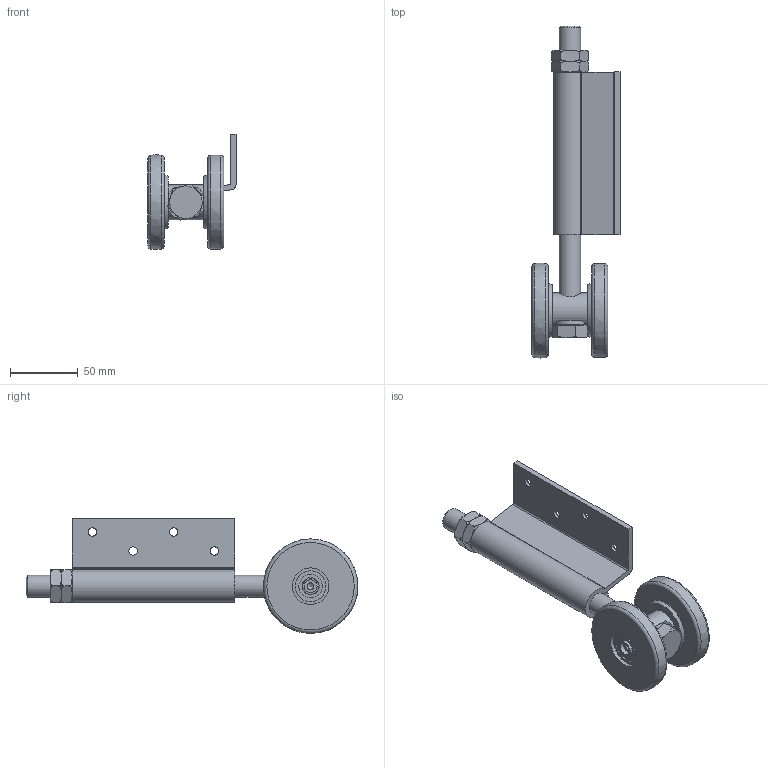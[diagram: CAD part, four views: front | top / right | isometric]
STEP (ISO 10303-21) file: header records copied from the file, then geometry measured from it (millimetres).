
FILE_DESCRIPTION(/* description */ (''),/* implementation_level */ '2;1');
FILE_NAME(/* name */ '582E.stp',/* time_stamp */ '2019-12-18T11:55:44+01:00',/* author */ ('DOMINIQUE'),/* organization */ (''),/* preprocessor_version */ 'ST-DEVELOPER v17.2',/* originating_system */ 'Autodesk Inventor 2019',/* authorisation */ '');
FILE_SCHEMA (('CONFIG_CONTROL_DESIGN'));
Length unit declared in the file: millimetre
Products named in the file (9): 582E; 16110; 04556; 15589; 06016; 15266; GALB70N; 15339; 09098
Assembly tree (10 placements, depth 3):
  582E
    16110
    04556
    15589
    06016  x2
    15266
    GALB70N  x2
      15339
      09098
Bounding box: 65 x 245 x 84.97 mm (x, y, z)
Volume: 212116.5 mm3; surface area: 82824.8 mm2
Topology: 26 solids, 28 shells, 252 faces, 785 edges, 543 vertices
Faces by surface type: plane 95, cylinder 52, torus 50, sphere 32, cone 21, bspline 2
Full cylindrical faces by diameter (mm): 5 x2, 6.2 x4, 9.5 x2, 11.8 x2, 12 x2, 13.835 x2, 16 x1, 16.5 x1, 16.6 x1, 17.216 x8, 22 x1, 22.784 x8, 23 x1, 26 x1, 27 x4, 28 x2, 29 x2
Entity records: 6178 total; most frequent: CARTESIAN_POINT 1343, DIRECTION 1065, ORIENTED_EDGE 888, AXIS2_PLACEMENT_3D 474, EDGE_CURVE 444, VERTEX_POINT 329, CIRCLE 296, EDGE_LOOP 195
